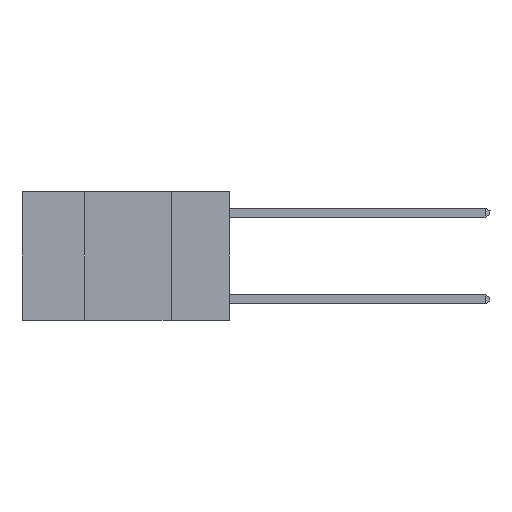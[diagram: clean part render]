
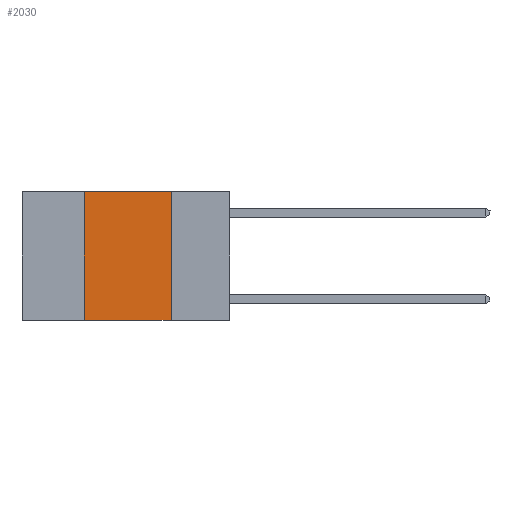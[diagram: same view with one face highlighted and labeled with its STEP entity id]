
A CAD part, left-side view. The second image highlights one B-rep face of the part: STEP entity #2030.
In plain terms, the highlighted planar face has unit normal (-1, 0, 0).
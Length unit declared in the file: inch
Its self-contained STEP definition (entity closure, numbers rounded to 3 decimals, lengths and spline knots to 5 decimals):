
#206 = EDGE_CURVE ( 'NONE', #23612, #23489, #15629, .T. ) ;
#726 = CARTESIAN_POINT ( 'NONE',  ( 0., 0.17, 0. ) ) ;
#857 = CARTESIAN_POINT ( 'NONE',  ( 0., 0.42, 0. ) ) ;
#1360 = CARTESIAN_POINT ( 'NONE',  ( 0., 0.6, 0. ) ) ;
#2030 = ADVANCED_FACE ( 'NONE', ( #20800 ), #17146, .F. ) ;
#2757 = CARTESIAN_POINT ( 'NONE',  ( 0., 0.17, 0. ) ) ;
#3005 = DIRECTION ( 'NONE',  ( 0., 0., -1. ) ) ;
#4435 = LINE ( 'NONE', #15577, #15736 ) ;
#5525 = ORIENTED_EDGE ( 'NONE', *, *, #15521, .F. ) ;
#6422 = LINE ( 'NONE', #20054, #23658 ) ;
#7831 = VECTOR ( 'NONE', #3005, 39.37008 ) ;
#8199 = CARTESIAN_POINT ( 'NONE',  ( 0., 0.6, 0. ) ) ;
#8241 = VECTOR ( 'NONE', #28502, 39.37008 ) ;
#9524 = AXIS2_PLACEMENT_3D ( 'NONE', #1360, #23938, #10464 ) ;
#10464 = DIRECTION ( 'NONE',  ( 0., 0., -1. ) ) ;
#10922 = CARTESIAN_POINT ( 'NONE',  ( 0., 0.17, -0.37 ) ) ;
#11786 = EDGE_CURVE ( 'NONE', #21362, #24652, #6422, .T. ) ;
#13322 = DIRECTION ( 'NONE',  ( 0., 0., 1. ) ) ;
#13825 = LINE ( 'NONE', #726, #7831 ) ;
#15521 = EDGE_CURVE ( 'NONE', #21362, #23612, #4435, .T. ) ;
#15577 = CARTESIAN_POINT ( 'NONE',  ( 0., 0.42, 0. ) ) ;
#15629 = LINE ( 'NONE', #8199, #8241 ) ;
#15736 = VECTOR ( 'NONE', #13322, 39.37008 ) ;
#16093 = ORIENTED_EDGE ( 'NONE', *, *, #26867, .F. ) ;
#17146 = PLANE ( 'NONE',  #9524 ) ;
#17521 = ORIENTED_EDGE ( 'NONE', *, *, #11786, .T. ) ;
#19015 = EDGE_LOOP ( 'NONE', ( #16093, #22103, #5525, #17521 ) ) ;
#20054 = CARTESIAN_POINT ( 'NONE',  ( 0., 0.6, -0.37 ) ) ;
#20800 = FACE_OUTER_BOUND ( 'NONE', #19015, .T. ) ;
#21362 = VERTEX_POINT ( 'NONE', #26457 ) ;
#22103 = ORIENTED_EDGE ( 'NONE', *, *, #206, .F. ) ;
#22323 = DIRECTION ( 'NONE',  ( 0., -1., 0. ) ) ;
#23489 = VERTEX_POINT ( 'NONE', #2757 ) ;
#23612 = VERTEX_POINT ( 'NONE', #857 ) ;
#23658 = VECTOR ( 'NONE', #22323, 39.37008 ) ;
#23938 = DIRECTION ( 'NONE',  ( 1., 0., 0. ) ) ;
#24652 = VERTEX_POINT ( 'NONE', #10922 ) ;
#26457 = CARTESIAN_POINT ( 'NONE',  ( 0., 0.42, -0.37 ) ) ;
#26867 = EDGE_CURVE ( 'NONE', #23489, #24652, #13825, .T. ) ;
#28502 = DIRECTION ( 'NONE',  ( 0., -1., 0. ) ) ;
